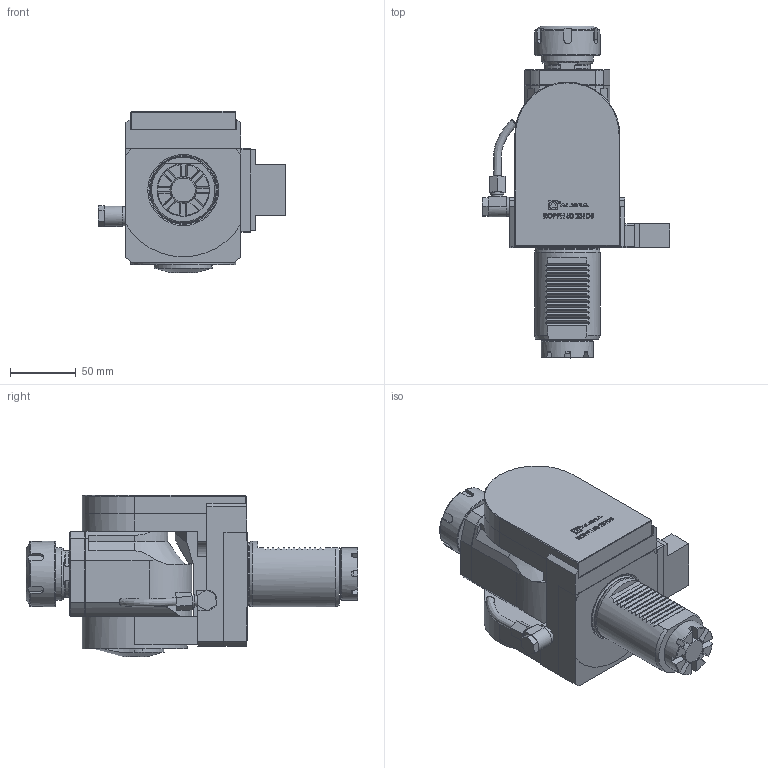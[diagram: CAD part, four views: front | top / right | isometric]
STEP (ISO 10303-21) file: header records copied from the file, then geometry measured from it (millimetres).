
FILE_DESCRIPTION (( 'STEP AP214' ), '1' );
FILE_NAME ('ROPPH50231DB.STEP', '2025-07-30T15:05:10', ( '' ), ( '' ), 'SwSTEP 2.0', 'SolidWorks 2023', '' );
FILE_SCHEMA (( 'AUTOMOTIVE_DESIGN' ));
Length unit declared in the file: millimetre
Products named in the file (1): ROPPH50231DB
Bounding box: 142.7 x 253.16 x 123 mm (x, y, z)
Volume: 1276093.4 mm3; surface area: 116830.8 mm2
Topology: 1 solids, 3 shells, 695 faces, 1855 edges, 1213 vertices
Faces by surface type: plane 426, cylinder 129, bspline 85, cone 41, torus 14
Full cylindrical faces by diameter (mm): 1.7 x1, 2.1 x1, 6.366 x1, 8.2 x1, 9.8 x1, 14.5 x1, 20.3 x1, 28 x1, 40 x2, 44 x1, 44.2 x1, 48 x1, 48.2 x1, 48.7 x1, 50 x2, 52 x1, 52.2 x1, 56 x1, 56.2 x1, 80 x1
Entity records: 34684 total; most frequent: CARTESIAN_POINT 10900, ORIENTED_EDGE 3588, DIRECTION 2882, EDGE_CURVE 1794, VERTEX_POINT 1189, VECTOR 1066, LINE 1066, AXIS2_PLACEMENT_3D 908
